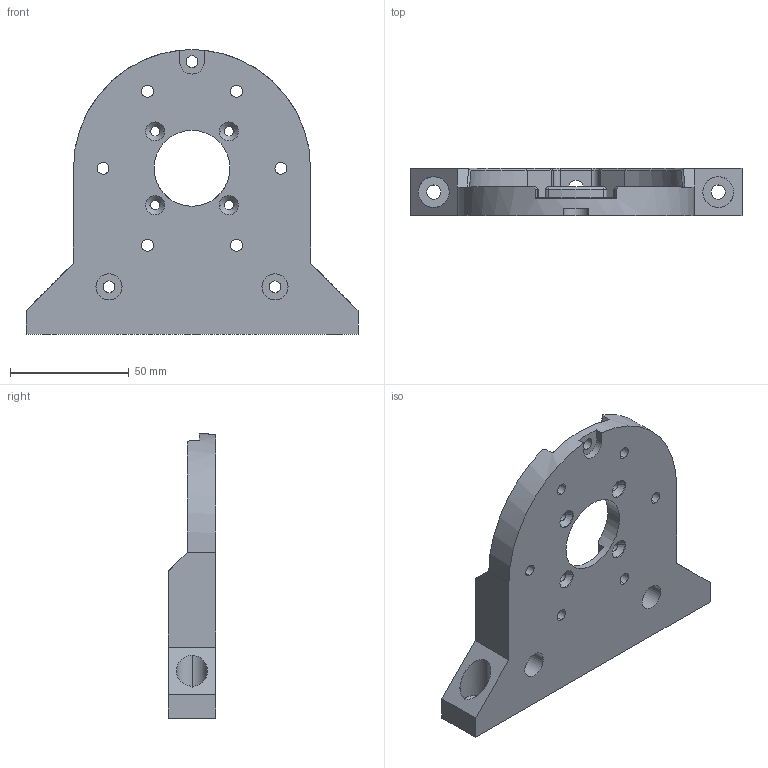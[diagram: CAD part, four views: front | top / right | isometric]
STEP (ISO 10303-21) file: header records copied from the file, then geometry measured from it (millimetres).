
FILE_DESCRIPTION((''),'2;1');
FILE_NAME('OBMP-TCU-1130','2023-10-09T17:10:49',('ccha425'),('Department of Mechanical Engineering, The University of Auckland'),'CREO PARAMETRIC BY PTC INC, 2017260','CREO PARAMETRIC BY PTC INC, 2017260','');
FILE_SCHEMA(('CONFIG_CONTROL_DESIGN'));
Length unit declared in the file: millimetre
Products named in the file (1): OBMP-TCU-1130
Bounding box: 140 x 20 x 120 mm (x, y, z)
Volume: 122471.7 mm3; surface area: 36248.9 mm2
Topology: 1 solids, 1 shells, 186 faces, 466 edges, 292 vertices
Faces by surface type: cylinder 89, plane 51, cone 26, torus 16, bspline 4
Entity records: 5925 total; most frequent: CARTESIAN_POINT 1271, DIRECTION 1012, ORIENTED_EDGE 932, EDGE_CURVE 466, AXIS2_PLACEMENT_3D 404, VERTEX_POINT 292, EDGE_LOOP 230, CIRCLE 222
